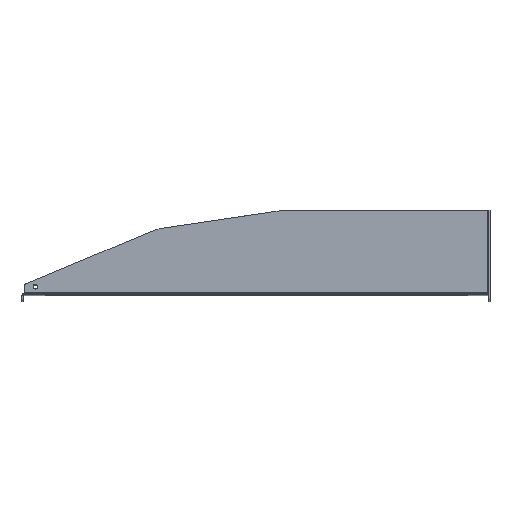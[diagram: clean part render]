
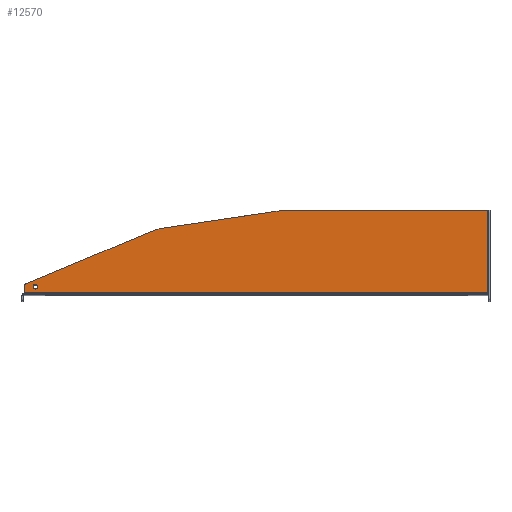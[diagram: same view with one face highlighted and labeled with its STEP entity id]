
A CAD part, top view. The second image highlights one B-rep face of the part: STEP entity #12570.
In plain terms, the highlighted planar face has unit normal (0, 0, 1).
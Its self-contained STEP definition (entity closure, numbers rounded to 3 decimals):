
#796 = CARTESIAN_POINT ( 'NONE',  ( -96.6, 62.9, 274.55 ) ) ;
#1337 = VERTEX_POINT ( 'NONE', #2790 ) ;
#1383 = DIRECTION ( 'NONE',  ( -1., 0., 0. ) ) ;
#1470 = LINE ( 'NONE', #23002, #16252 ) ;
#1726 = VERTEX_POINT ( 'NONE', #15306 ) ;
#1827 = VECTOR ( 'NONE', #18388, 1000. ) ;
#2509 = LINE ( 'NONE', #19709, #16077 ) ;
#2790 = CARTESIAN_POINT ( 'NONE',  ( -213.35, 6.5, 274.55 ) ) ;
#2886 = VERTEX_POINT ( 'NONE', #11201 ) ;
#3148 = DIRECTION ( 'NONE',  ( 0., 0., -1. ) ) ;
#3374 = CARTESIAN_POINT ( 'NONE',  ( 30.4, 81.4, 274.55 ) ) ;
#3708 = DIRECTION ( 'NONE',  ( -0.963, -0.268, 0. ) ) ;
#3751 = DIRECTION ( 'NONE',  ( 1., 0., 0. ) ) ;
#4372 = VECTOR ( 'NONE', #14310, 1000. ) ;
#4549 = ORIENTED_EDGE ( 'NONE', *, *, #6636, .F. ) ;
#5128 = CARTESIAN_POINT ( 'NONE',  ( 0., 0., 274.55 ) ) ;
#5597 = ORIENTED_EDGE ( 'NONE', *, *, #25837, .F. ) ;
#5795 = EDGE_LOOP ( 'NONE', ( #14230, #13527, #12091, #14672, #7162, #5597, #7410, #13114, #10230, #19592 ) ) ;
#5835 = LINE ( 'NONE', #20636, #13930 ) ;
#5851 = CIRCLE ( 'NONE', #15742, 2.25 ) ;
#5908 = DIRECTION ( 'NONE',  ( 0., 0., 1. ) ) ;
#6308 = EDGE_CURVE ( 'NONE', #7444, #23171, #5835, .T. ) ;
#6636 = EDGE_CURVE ( 'NONE', #26642, #1337, #5851, .T. ) ;
#6983 = CARTESIAN_POINT ( 'NONE',  ( 226.1, 0.5, 274.55 ) ) ;
#7119 = EDGE_CURVE ( 'NONE', #1337, #26642, #15232, .T. ) ;
#7162 = ORIENTED_EDGE ( 'NONE', *, *, #13648, .T. ) ;
#7410 = ORIENTED_EDGE ( 'NONE', *, *, #8667, .F. ) ;
#7444 = VERTEX_POINT ( 'NONE', #13746 ) ;
#7983 = DIRECTION ( 'NONE',  ( 0., 0., 1. ) ) ;
#8427 = VERTEX_POINT ( 'NONE', #21215 ) ;
#8560 = ORIENTED_EDGE ( 'NONE', *, *, #7119, .F. ) ;
#8667 = EDGE_CURVE ( 'NONE', #26211, #11286, #15991, .T. ) ;
#10230 = ORIENTED_EDGE ( 'NONE', *, *, #6308, .T. ) ;
#10595 = EDGE_CURVE ( 'NONE', #23171, #8427, #22674, .T. ) ;
#11201 = CARTESIAN_POINT ( 'NONE',  ( -94.622, 63.193, 274.55 ) ) ;
#11286 = VERTEX_POINT ( 'NONE', #6983 ) ;
#11352 = EDGE_CURVE ( 'NONE', #2886, #8427, #11800, .T. ) ;
#11800 = LINE ( 'NONE', #796, #27827 ) ;
#11968 = LINE ( 'NONE', #15901, #21595 ) ;
#12091 = ORIENTED_EDGE ( 'NONE', *, *, #24536, .F. ) ;
#12538 = DIRECTION ( 'NONE',  ( -0.997, -0.073, 0. ) ) ;
#12570 = ADVANCED_FACE ( 'NONE', ( #14281, #20624 ), #13730, .F. ) ;
#13114 = ORIENTED_EDGE ( 'NONE', *, *, #21798, .T. ) ;
#13164 = DIRECTION ( 'NONE',  ( -1., 0., 0. ) ) ;
#13527 = ORIENTED_EDGE ( 'NONE', *, *, #20707, .T. ) ;
#13616 = CARTESIAN_POINT ( 'NONE',  ( 226.6, 0.5, 274.55 ) ) ;
#13648 = EDGE_CURVE ( 'NONE', #14520, #18195, #11968, .T. ) ;
#13730 = PLANE ( 'NONE',  #14418 ) ;
#13746 = CARTESIAN_POINT ( 'NONE',  ( 226.6, 81.4, 274.55 ) ) ;
#13930 = VECTOR ( 'NONE', #22728, 1000. ) ;
#14030 = DIRECTION ( 'NONE',  ( 0., 1., 0. ) ) ;
#14230 = ORIENTED_EDGE ( 'NONE', *, *, #11352, .F. ) ;
#14281 = FACE_BOUND ( 'NONE', #26186, .T. ) ;
#14310 = DIRECTION ( 'NONE',  ( 0.922, 0.386, 0. ) ) ;
#14418 = AXIS2_PLACEMENT_3D ( 'NONE', #5128, #3148, #15833 ) ;
#14520 = VERTEX_POINT ( 'NONE', #21258 ) ;
#14672 = ORIENTED_EDGE ( 'NONE', *, *, #17895, .T. ) ;
#14911 = DIRECTION ( 'NONE',  ( 1., 0., 0. ) ) ;
#15232 = CIRCLE ( 'NONE', #21976, 2.25 ) ;
#15306 = CARTESIAN_POINT ( 'NONE',  ( -98.445, 62.128, 274.55 ) ) ;
#15708 = CARTESIAN_POINT ( 'NONE',  ( 226.6, 0., 274.55 ) ) ;
#15742 = AXIS2_PLACEMENT_3D ( 'NONE', #25744, #5908, #14911 ) ;
#15833 = DIRECTION ( 'NONE',  ( 0., -1., 0. ) ) ;
#15901 = CARTESIAN_POINT ( 'NONE',  ( -226.6, 0., 274.55 ) ) ;
#15991 = LINE ( 'NONE', #20230, #1827 ) ;
#16077 = VECTOR ( 'NONE', #1383, 1000. ) ;
#16252 = VECTOR ( 'NONE', #3708, 1000. ) ;
#16966 = DIRECTION ( 'NONE',  ( 0., 0., 1. ) ) ;
#17387 = CIRCLE ( 'NONE', #25918, 2.5 ) ;
#17469 = VECTOR ( 'NONE', #12538, 1000. ) ;
#17661 = CARTESIAN_POINT ( 'NONE',  ( -217.85, 6.5, 274.55 ) ) ;
#17895 = EDGE_CURVE ( 'NONE', #26925, #14520, #17387, .T. ) ;
#18117 = CARTESIAN_POINT ( 'NONE',  ( 30.4, 81.4, 274.55 ) ) ;
#18195 = VERTEX_POINT ( 'NONE', #27216 ) ;
#18388 = DIRECTION ( 'NONE',  ( -1., 0., 0. ) ) ;
#19592 = ORIENTED_EDGE ( 'NONE', *, *, #10595, .T. ) ;
#19709 = CARTESIAN_POINT ( 'NONE',  ( -226.6, 0.5, 274.55 ) ) ;
#20230 = CARTESIAN_POINT ( 'NONE',  ( -226.6, 0.5, 274.55 ) ) ;
#20624 = FACE_OUTER_BOUND ( 'NONE', #5795, .T. ) ;
#20636 = CARTESIAN_POINT ( 'NONE',  ( 0., 81.4, 274.55 ) ) ;
#20707 = EDGE_CURVE ( 'NONE', #2886, #1726, #1470, .T. ) ;
#20807 = CARTESIAN_POINT ( 'NONE',  ( -215.6, 6.5, 274.55 ) ) ;
#21215 = CARTESIAN_POINT ( 'NONE',  ( 26.422, 81.107, 274.55 ) ) ;
#21258 = CARTESIAN_POINT ( 'NONE',  ( -226.6, 6.836, 274.55 ) ) ;
#21595 = VECTOR ( 'NONE', #24486, 1000. ) ;
#21798 = EDGE_CURVE ( 'NONE', #26211, #7444, #22462, .T. ) ;
#21875 = CARTESIAN_POINT ( 'NONE',  ( -224.1, 6.836, 274.55 ) ) ;
#21976 = AXIS2_PLACEMENT_3D ( 'NONE', #20807, #7983, #3751 ) ;
#22462 = LINE ( 'NONE', #15708, #23560 ) ;
#22674 = LINE ( 'NONE', #3374, #17469 ) ;
#22728 = DIRECTION ( 'NONE',  ( -1., 0., 0. ) ) ;
#23002 = CARTESIAN_POINT ( 'NONE',  ( -94.622, 63.193, 274.55 ) ) ;
#23171 = VERTEX_POINT ( 'NONE', #18117 ) ;
#23560 = VECTOR ( 'NONE', #14030, 1000. ) ;
#24486 = DIRECTION ( 'NONE',  ( 0., -1., 0. ) ) ;
#24536 = EDGE_CURVE ( 'NONE', #26925, #1726, #27528, .T. ) ;
#25681 = CARTESIAN_POINT ( 'NONE',  ( -226.6, 8.5, 274.55 ) ) ;
#25744 = CARTESIAN_POINT ( 'NONE',  ( -215.6, 6.5, 274.55 ) ) ;
#25837 = EDGE_CURVE ( 'NONE', #11286, #18195, #2509, .T. ) ;
#25918 = AXIS2_PLACEMENT_3D ( 'NONE', #21875, #16966, #13164 ) ;
#26186 = EDGE_LOOP ( 'NONE', ( #8560, #4549 ) ) ;
#26211 = VERTEX_POINT ( 'NONE', #13616 ) ;
#26642 = VERTEX_POINT ( 'NONE', #17661 ) ;
#26925 = VERTEX_POINT ( 'NONE', #27490 ) ;
#26979 = DIRECTION ( 'NONE',  ( 0.989, 0.146, 0. ) ) ;
#27216 = CARTESIAN_POINT ( 'NONE',  ( -226.6, 0.5, 274.55 ) ) ;
#27490 = CARTESIAN_POINT ( 'NONE',  ( -225.065, 9.142, 274.55 ) ) ;
#27528 = LINE ( 'NONE', #25681, #4372 ) ;
#27827 = VECTOR ( 'NONE', #26979, 1000. ) ;
